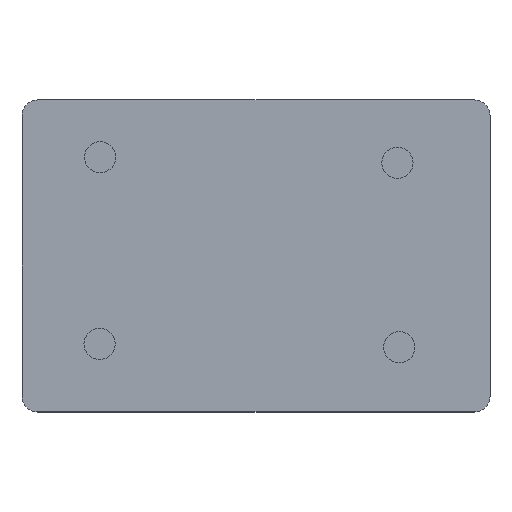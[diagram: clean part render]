
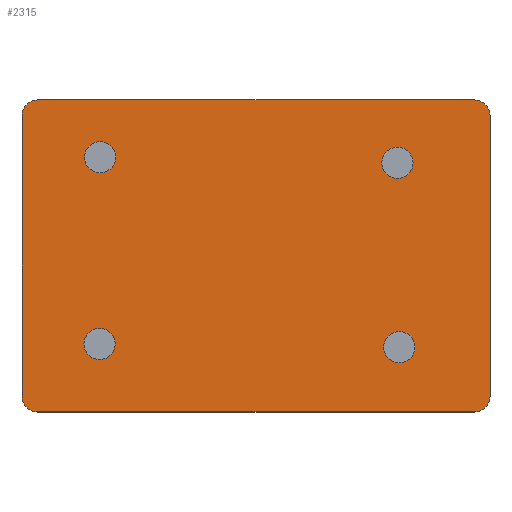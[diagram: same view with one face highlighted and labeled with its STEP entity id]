
A CAD part, top view. The second image highlights one B-rep face of the part: STEP entity #2315.
In plain terms, the highlighted planar face has unit normal (0, 0, 1).
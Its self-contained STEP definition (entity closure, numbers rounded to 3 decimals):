
#5 = DIRECTION ( 'NONE',  ( 0., 1., 0. ) ) ;
#42 = CARTESIAN_POINT ( 'NONE',  ( -176.225, 100., 20. ) ) ;
#70 = DIRECTION ( 'NONE',  ( 1., 0., 0. ) ) ;
#130 = VECTOR ( 'NONE', #1594, 1000. ) ;
#168 = CARTESIAN_POINT ( 'NONE',  ( -176.225, -90., 20. ) ) ;
#196 = DIRECTION ( 'NONE',  ( 1., 0., 0. ) ) ;
#203 = CARTESIAN_POINT ( 'NONE',  ( 113.775, 90., 20. ) ) ;
#274 = CARTESIAN_POINT ( 'NONE',  ( 113.775, -90., 20. ) ) ;
#361 = ORIENTED_EDGE ( 'NONE', *, *, #2399, .T. ) ;
#438 = CARTESIAN_POINT ( 'NONE',  ( 103.775, 100., 20. ) ) ;
#476 = AXIS2_PLACEMENT_3D ( 'NONE', #1006, #1834, #70 ) ;
#557 = LINE ( 'NONE', #769, #572 ) ;
#560 = VERTEX_POINT ( 'NONE', #274 ) ;
#572 = VECTOR ( 'NONE', #1374, 1000. ) ;
#585 = DIRECTION ( 'NONE',  ( 0., 0., 1. ) ) ;
#599 = DIRECTION ( 'NONE',  ( -1., 0., 0. ) ) ;
#621 = ORIENTED_EDGE ( 'NONE', *, *, #1584, .T. ) ;
#690 = DIRECTION ( 'NONE',  ( 0., 0., 1. ) ) ;
#740 = EDGE_CURVE ( 'NONE', #1500, #1151, #1904, .T. ) ;
#769 = CARTESIAN_POINT ( 'NONE',  ( -186.225, 90., 20. ) ) ;
#812 = ORIENTED_EDGE ( 'NONE', *, *, #2374, .T. ) ;
#820 = EDGE_CURVE ( 'NONE', #1151, #1263, #1436, .T. ) ;
#957 = CARTESIAN_POINT ( 'NONE',  ( 113.775, 90., 20. ) ) ;
#973 = VERTEX_POINT ( 'NONE', #957 ) ;
#984 = CIRCLE ( 'NONE', #1198, 10. ) ;
#1006 = CARTESIAN_POINT ( 'NONE',  ( 103.775, -90., 20. ) ) ;
#1011 = DIRECTION ( 'NONE',  ( 1., 0., 0. ) ) ;
#1076 = VECTOR ( 'NONE', #2548, 1000. ) ;
#1151 = VERTEX_POINT ( 'NONE', #1379 ) ;
#1152 = LINE ( 'NONE', #203, #1505 ) ;
#1154 = CIRCLE ( 'NONE', #476, 10. ) ;
#1177 = ORIENTED_EDGE ( 'NONE', *, *, #1687, .T. ) ;
#1193 = LINE ( 'NONE', #1798, #130 ) ;
#1198 = AXIS2_PLACEMENT_3D ( 'NONE', #1619, #2448, #599 ) ;
#1213 = CARTESIAN_POINT ( 'NONE',  ( -186.225, 90., 20. ) ) ;
#1224 = PLANE ( 'NONE',  #2402 ) ;
#1263 = VERTEX_POINT ( 'NONE', #1213 ) ;
#1374 = DIRECTION ( 'NONE',  ( 0., -1., 0. ) ) ;
#1379 = CARTESIAN_POINT ( 'NONE',  ( -176.225, 100., 20. ) ) ;
#1386 = ORIENTED_EDGE ( 'NONE', *, *, #820, .T. ) ;
#1436 = CIRCLE ( 'NONE', #1541, 10. ) ;
#1500 = VERTEX_POINT ( 'NONE', #438 ) ;
#1505 = VECTOR ( 'NONE', #5, 1000. ) ;
#1506 = DIRECTION ( 'NONE',  ( 1., 0., 0. ) ) ;
#1521 = CARTESIAN_POINT ( 'NONE',  ( 103.775, -100., 20. ) ) ;
#1541 = AXIS2_PLACEMENT_3D ( 'NONE', #2131, #1915, #1506 ) ;
#1584 = EDGE_CURVE ( 'NONE', #1775, #1601, #1979, .T. ) ;
#1594 = DIRECTION ( 'NONE',  ( 1., 0., 0. ) ) ;
#1595 = AXIS2_PLACEMENT_3D ( 'NONE', #2566, #690, #1011 ) ;
#1601 = VERTEX_POINT ( 'NONE', #1615 ) ;
#1615 = CARTESIAN_POINT ( 'NONE',  ( -176.225, -100., 20. ) ) ;
#1619 = CARTESIAN_POINT ( 'NONE',  ( 103.775, 90., 20. ) ) ;
#1683 = EDGE_CURVE ( 'NONE', #973, #1500, #984, .T. ) ;
#1687 = EDGE_CURVE ( 'NONE', #2169, #560, #1154, .T. ) ;
#1748 = ORIENTED_EDGE ( 'NONE', *, *, #1683, .T. ) ;
#1765 = CARTESIAN_POINT ( 'NONE',  ( -186.225, -90., 20. ) ) ;
#1775 = VERTEX_POINT ( 'NONE', #1765 ) ;
#1798 = CARTESIAN_POINT ( 'NONE',  ( -176.225, -100., 20. ) ) ;
#1800 = EDGE_CURVE ( 'NONE', #560, #973, #1152, .T. ) ;
#1834 = DIRECTION ( 'NONE',  ( 0., 0., 1. ) ) ;
#1904 = LINE ( 'NONE', #42, #1076 ) ;
#1915 = DIRECTION ( 'NONE',  ( 0., 0., 1. ) ) ;
#1979 = CIRCLE ( 'NONE', #1595, 10. ) ;
#2131 = CARTESIAN_POINT ( 'NONE',  ( -176.225, 90., 20. ) ) ;
#2136 = ORIENTED_EDGE ( 'NONE', *, *, #740, .T. ) ;
#2169 = VERTEX_POINT ( 'NONE', #1521 ) ;
#2315 = ADVANCED_FACE ( 'NONE', ( #2437 ), #1224, .T. ) ;
#2374 = EDGE_CURVE ( 'NONE', #1263, #1775, #557, .T. ) ;
#2393 = EDGE_LOOP ( 'NONE', ( #621, #361, #1177, #2469, #1748, #2136, #1386, #812 ) ) ;
#2399 = EDGE_CURVE ( 'NONE', #1601, #2169, #1193, .T. ) ;
#2402 = AXIS2_PLACEMENT_3D ( 'NONE', #168, #585, #196 ) ;
#2437 = FACE_OUTER_BOUND ( 'NONE', #2393, .T. ) ;
#2448 = DIRECTION ( 'NONE',  ( 0., 0., 1. ) ) ;
#2469 = ORIENTED_EDGE ( 'NONE', *, *, #1800, .T. ) ;
#2548 = DIRECTION ( 'NONE',  ( -1., 0., 0. ) ) ;
#2566 = CARTESIAN_POINT ( 'NONE',  ( -176.225, -90., 20. ) ) ;
